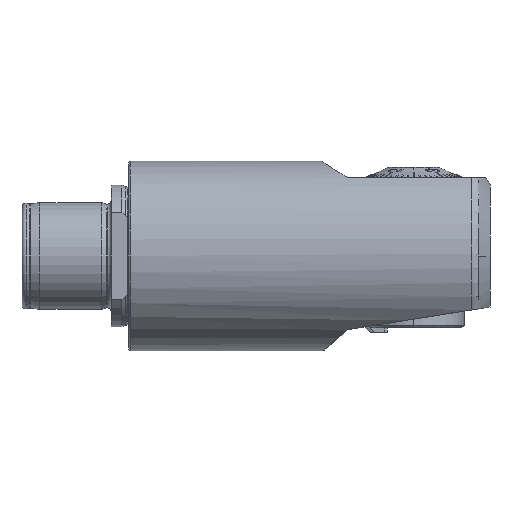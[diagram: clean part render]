
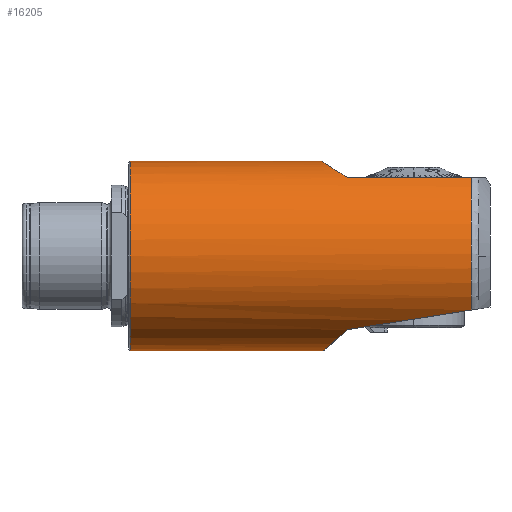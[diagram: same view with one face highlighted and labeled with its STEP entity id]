
A CAD part, front view. The second image highlights one B-rep face of the part: STEP entity #16205.
In plain terms, the highlighted cylindrical face has radius 16 mm (diameter 32 mm), a partial arc.
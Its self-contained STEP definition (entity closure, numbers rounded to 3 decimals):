
#314 = AXIS2_PLACEMENT_3D ( 'NONE', #9145, #9144, #9141 ) ;
#1757 = CARTESIAN_POINT ( 'NONE',  ( -7.756, 0., 16. ) ) ;
#1788 = CARTESIAN_POINT ( 'NONE',  ( -7.756, 0., -16. ) ) ;
#1790 = DIRECTION ( 'NONE',  ( -1., 0., 0. ) ) ;
#1791 = DIRECTION ( 'NONE',  ( -1., 0., 0. ) ) ;
#2199 = ORIENTED_EDGE ( 'NONE', *, *, #20974, .F. ) ;
#2200 = ORIENTED_EDGE ( 'NONE', *, *, #6497, .F. ) ;
#2201 = ORIENTED_EDGE ( 'NONE', *, *, #6498, .F. ) ;
#2202 = ORIENTED_EDGE ( 'NONE', *, *, #6499, .F. ) ;
#2203 = ORIENTED_EDGE ( 'NONE', *, *, #6475, .F. ) ;
#2204 = ORIENTED_EDGE ( 'NONE', *, *, #6500, .F. ) ;
#2205 = ORIENTED_EDGE ( 'NONE', *, *, #20975, .T. ) ;
#2206 = ORIENTED_EDGE ( 'NONE', *, *, #6501, .F. ) ;
#3068 = VERTEX_POINT ( 'NONE', #11532 ) ;
#4913 = B_SPLINE_CURVE_WITH_KNOTS ( 'NONE', 3,
 ( #18595, #18592, #18597, #18598, #18599, #18600, #18601, #18602, #18603, #18604, #18605, #18606, #18607, #18608, #18609, #18610 ),
 .UNSPECIFIED., .F., .F.,
 ( 4, 2, 2, 2, 2, 2, 2, 4 ),
 ( 0.016, 0.017, 0.018, 0.021, 0.023, 0.024, 0.026, 0.027 ),
 .UNSPECIFIED. ) ;
#4916 =( BOUNDED_CURVE ( )  B_SPLINE_CURVE ( 3, ( #18611, #18589, #18612, #18613 ),
 .UNSPECIFIED., .F., .F. ) 
 B_SPLINE_CURVE_WITH_KNOTS ( ( 4, 4 ),
 ( 5.319, 5.602 ),
 .UNSPECIFIED. ) 
 CURVE ( )  GEOMETRIC_REPRESENTATION_ITEM ( )  RATIONAL_B_SPLINE_CURVE ( ( 1., 0.993, 0.993, 1. ) ) 
 REPRESENTATION_ITEM ( '' )  );
#4919 = B_SPLINE_CURVE_WITH_KNOTS ( 'NONE', 3,
 ( #18614, #18615, #18620, #18621, #18622, #18623, #18624, #18625, #18626, #18627, #18628, #18629, #18630, #18631 ),
 .UNSPECIFIED., .F., .F.,
 ( 4, 2, 2, 2, 2, 2, 4 ),
 ( 0.011, 0.014, 0.015, 0.015, 0.017, 0.019, 0.022 ),
 .UNSPECIFIED. ) ;
#5361 = VERTEX_POINT ( 'NONE', #11554 ) ;
#6222 = VERTEX_POINT ( 'NONE', #11575 ) ;
#6227 = VERTEX_POINT ( 'NONE', #11580 ) ;
#6231 = VERTEX_POINT ( 'NONE', #11584 ) ;
#6475 = EDGE_CURVE ( 'NONE', #6231, #3068, #13113, .T. ) ;
#6497 = EDGE_CURVE ( 'NONE', #6222, #12086, #4913, .T. ) ;
#6498 = EDGE_CURVE ( 'NONE', #6227, #6222, #4916, .T. ) ;
#6499 = EDGE_CURVE ( 'NONE', #3068, #6227, #13145, .T. ) ;
#6500 = EDGE_CURVE ( 'NONE', #21677, #6231, #4919, .T. ) ;
#6501 = EDGE_CURVE ( 'NONE', #12085, #5361, #13151, .T. ) ;
#7862 = CARTESIAN_POINT ( 'NONE',  ( -7.756, -8.969, 13.25 ) ) ;
#8291 = LINE ( 'NONE', #1757, #8299 ) ;
#8296 = LINE ( 'NONE', #1788, #8297 ) ;
#8297 = VECTOR ( 'NONE', #1790, 1000. ) ;
#8299 = VECTOR ( 'NONE', #1791, 1000. ) ;
#9141 = DIRECTION ( 'NONE',  ( 0., 0., 1. ) ) ;
#9144 = DIRECTION ( 'NONE',  ( -1., 0., 0. ) ) ;
#9145 = CARTESIAN_POINT ( 'NONE',  ( -7.756, 0., 0. ) ) ;
#10152 = FACE_OUTER_BOUND ( 'NONE', #16565, .T. ) ;
#10156 = CYLINDRICAL_SURFACE ( 'NONE', #314, 16. ) ;
#11532 = CARTESIAN_POINT ( 'NONE',  ( 75.825, -8.969, 13.25 ) ) ;
#11554 = CARTESIAN_POINT ( 'NONE',  ( 18.3, 0., 16. ) ) ;
#11575 = CARTESIAN_POINT ( 'NONE',  ( 54.935, -10.077, -12.428 ) ) ;
#11580 = CARTESIAN_POINT ( 'NONE',  ( 75.825, -13.147, -9.12 ) ) ;
#11584 = CARTESIAN_POINT ( 'NONE',  ( 54.896, -8.969, 13.25 ) ) ;
#12085 = VERTEX_POINT ( 'NONE', #17726 ) ;
#12086 = VERTEX_POINT ( 'NONE', #17767 ) ;
#13110 = VECTOR ( 'NONE', #18536, 1000. ) ;
#13113 = LINE ( 'NONE', #7862, #13110 ) ;
#13145 = CIRCLE ( 'NONE', #21923, 16. ) ;
#13151 = CIRCLE ( 'NONE', #21926, 16. ) ;
#15326 = CARTESIAN_POINT ( 'NONE',  ( 50.55, 0., 16. ) ) ;
#16205 = ADVANCED_FACE ( 'NONE', ( #10152 ), #10156, .T. ) ;
#16565 = EDGE_LOOP ( 'NONE', ( #2199, #2200, #2201, #2202, #2203, #2204, #2205, #2206 ) ) ;
#17726 = CARTESIAN_POINT ( 'NONE',  ( 18.3, 0., -16. ) ) ;
#17767 = CARTESIAN_POINT ( 'NONE',  ( 50.893, 0., -16. ) ) ;
#18536 = DIRECTION ( 'NONE',  ( 1., 0., 0. ) ) ;
#18589 = CARTESIAN_POINT ( 'NONE',  ( 67.967, -12.283, -10.364 ) ) ;
#18592 = CARTESIAN_POINT ( 'NONE',  ( 54.65, -9.766, -12.68 ) ) ;
#18595 = CARTESIAN_POINT ( 'NONE',  ( 54.935, -10.077, -12.428 ) ) ;
#18597 = CARTESIAN_POINT ( 'NONE',  ( 54.374, -9.44, -12.925 ) ) ;
#18598 = CARTESIAN_POINT ( 'NONE',  ( 53.838, -8.755, -13.399 ) ) ;
#18599 = CARTESIAN_POINT ( 'NONE',  ( 53.582, -8.399, -13.625 ) ) ;
#18600 = CARTESIAN_POINT ( 'NONE',  ( 52.855, -7.291, -14.268 ) ) ;
#18601 = CARTESIAN_POINT ( 'NONE',  ( 52.423, -6.499, -14.65 ) ) ;
#18602 = CARTESIAN_POINT ( 'NONE',  ( 51.873, -5.21, -15.135 ) ) ;
#18603 = CARTESIAN_POINT ( 'NONE',  ( 51.707, -4.764, -15.282 ) ) ;
#18604 = CARTESIAN_POINT ( 'NONE',  ( 51.42, -3.857, -15.535 ) ) ;
#18605 = CARTESIAN_POINT ( 'NONE',  ( 51.297, -3.395, -15.643 ) ) ;
#18606 = CARTESIAN_POINT ( 'NONE',  ( 51.098, -2.449, -15.819 ) ) ;
#18607 = CARTESIAN_POINT ( 'NONE',  ( 51.022, -1.965, -15.887 ) ) ;
#18608 = CARTESIAN_POINT ( 'NONE',  ( 50.918, -0.981, -15.978 ) ) ;
#18609 = CARTESIAN_POINT ( 'NONE',  ( 50.893, -0.49, -16. ) ) ;
#18610 = CARTESIAN_POINT ( 'NONE',  ( 50.893, 0., -16. ) ) ;
#18611 = CARTESIAN_POINT ( 'NONE',  ( 75.825, -13.147, -9.12 ) ) ;
#18612 = CARTESIAN_POINT ( 'NONE',  ( 60.957, -11.253, -11.474 ) ) ;
#18613 = CARTESIAN_POINT ( 'NONE',  ( 54.935, -10.077, -12.428 ) ) ;
#18614 = CARTESIAN_POINT ( 'NONE',  ( 50.55, 0., 16. ) ) ;
#18615 = CARTESIAN_POINT ( 'NONE',  ( 50.55, -0.902, 16. ) ) ;
#18616 = CARTESIAN_POINT ( 'NONE',  ( 75.825, 0., 0. ) ) ;
#18617 = DIRECTION ( 'NONE',  ( 1., 0., 0. ) ) ;
#18618 = DIRECTION ( 'NONE',  ( 0., 1., 0. ) ) ;
#18620 = CARTESIAN_POINT ( 'NONE',  ( 50.668, -1.782, 15.924 ) ) ;
#18621 = CARTESIAN_POINT ( 'NONE',  ( 50.947, -2.852, 15.745 ) ) ;
#18622 = CARTESIAN_POINT ( 'NONE',  ( 51.01, -3.066, 15.705 ) ) ;
#18623 = CARTESIAN_POINT ( 'NONE',  ( 51.146, -3.484, 15.618 ) ) ;
#18624 = CARTESIAN_POINT ( 'NONE',  ( 51.22, -3.689, 15.57 ) ) ;
#18625 = CARTESIAN_POINT ( 'NONE',  ( 51.458, -4.295, 15.418 ) ) ;
#18626 = CARTESIAN_POINT ( 'NONE',  ( 51.637, -4.685, 15.304 ) ) ;
#18627 = CARTESIAN_POINT ( 'NONE',  ( 52.23, -5.818, 14.926 ) ) ;
#18628 = CARTESIAN_POINT ( 'NONE',  ( 52.704, -6.529, 14.625 ) ) ;
#18629 = CARTESIAN_POINT ( 'NONE',  ( 53.736, -7.826, 13.974 ) ) ;
#18630 = CARTESIAN_POINT ( 'NONE',  ( 54.298, -8.419, 13.622 ) ) ;
#18631 = CARTESIAN_POINT ( 'NONE',  ( 54.896, -8.969, 13.25 ) ) ;
#18633 = CARTESIAN_POINT ( 'NONE',  ( 18.3, 0., 0. ) ) ;
#18634 = DIRECTION ( 'NONE',  ( -1., 0., 0. ) ) ;
#18635 = DIRECTION ( 'NONE',  ( 0., 0., 1. ) ) ;
#20974 = EDGE_CURVE ( 'NONE', #12086, #12085, #8296, .T. ) ;
#20975 = EDGE_CURVE ( 'NONE', #21677, #5361, #8291, .T. ) ;
#21677 = VERTEX_POINT ( 'NONE', #15326 ) ;
#21923 = AXIS2_PLACEMENT_3D ( 'NONE', #18616, #18617, #18618 ) ;
#21926 = AXIS2_PLACEMENT_3D ( 'NONE', #18633, #18634, #18635 ) ;
